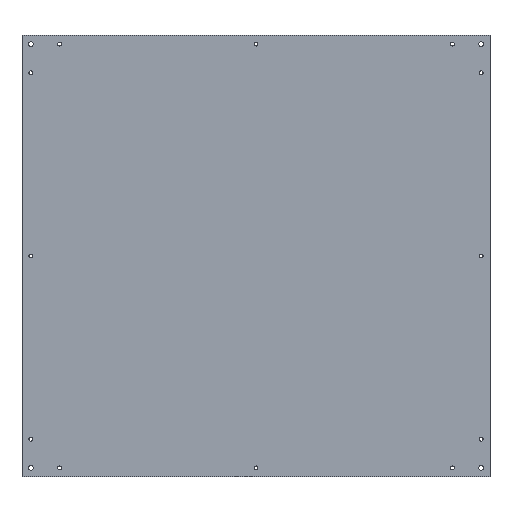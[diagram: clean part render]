
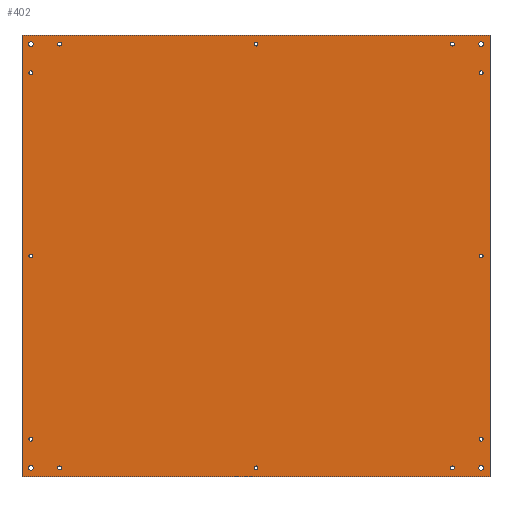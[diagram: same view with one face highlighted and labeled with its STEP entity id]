
A CAD part, top view. The second image highlights one B-rep face of the part: STEP entity #402.
In plain terms, the highlighted planar face has unit normal (0, 0, 1).
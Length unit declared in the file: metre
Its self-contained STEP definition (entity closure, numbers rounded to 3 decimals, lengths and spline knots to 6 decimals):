
#28=LINE('',#647,#40);
#29=LINE('',#650,#41);
#30=LINE('',#652,#42);
#31=LINE('',#654,#43);
#40=VECTOR('',#527,1.);
#41=VECTOR('',#528,1.);
#42=VECTOR('',#529,1.);
#43=VECTOR('',#530,1.);
#52=ORIENTED_EDGE('',*,*,#140,.T.);
#53=ORIENTED_EDGE('',*,*,#141,.T.);
#54=ORIENTED_EDGE('',*,*,#142,.T.);
#55=ORIENTED_EDGE('',*,*,#143,.T.);
#56=ORIENTED_EDGE('',*,*,#144,.T.);
#57=ORIENTED_EDGE('',*,*,#145,.T.);
#58=ORIENTED_EDGE('',*,*,#146,.T.);
#59=ORIENTED_EDGE('',*,*,#147,.T.);
#60=ORIENTED_EDGE('',*,*,#148,.T.);
#61=ORIENTED_EDGE('',*,*,#149,.T.);
#62=ORIENTED_EDGE('',*,*,#150,.T.);
#63=ORIENTED_EDGE('',*,*,#151,.T.);
#64=ORIENTED_EDGE('',*,*,#152,.T.);
#65=ORIENTED_EDGE('',*,*,#153,.T.);
#66=ORIENTED_EDGE('',*,*,#154,.T.);
#67=ORIENTED_EDGE('',*,*,#155,.T.);
#68=ORIENTED_EDGE('',*,*,#156,.F.);
#69=ORIENTED_EDGE('',*,*,#157,.T.);
#70=ORIENTED_EDGE('',*,*,#158,.T.);
#71=ORIENTED_EDGE('',*,*,#159,.F.);
#140=EDGE_CURVE('',#184,#184,#224,.T.);
#141=EDGE_CURVE('',#185,#185,#225,.T.);
#142=EDGE_CURVE('',#186,#186,#226,.T.);
#143=EDGE_CURVE('',#187,#187,#227,.T.);
#144=EDGE_CURVE('',#188,#188,#228,.T.);
#145=EDGE_CURVE('',#189,#189,#229,.T.);
#146=EDGE_CURVE('',#190,#190,#230,.T.);
#147=EDGE_CURVE('',#191,#191,#231,.T.);
#148=EDGE_CURVE('',#192,#192,#232,.T.);
#149=EDGE_CURVE('',#193,#193,#233,.T.);
#150=EDGE_CURVE('',#194,#194,#234,.T.);
#151=EDGE_CURVE('',#195,#195,#235,.T.);
#152=EDGE_CURVE('',#196,#196,#236,.T.);
#153=EDGE_CURVE('',#197,#197,#237,.T.);
#154=EDGE_CURVE('',#198,#198,#238,.T.);
#155=EDGE_CURVE('',#199,#199,#239,.T.);
#156=EDGE_CURVE('',#200,#201,#28,.T.);
#157=EDGE_CURVE('',#200,#202,#29,.T.);
#158=EDGE_CURVE('',#202,#203,#30,.T.);
#159=EDGE_CURVE('',#201,#203,#31,.T.);
#184=VERTEX_POINT('',#616);
#185=VERTEX_POINT('',#618);
#186=VERTEX_POINT('',#620);
#187=VERTEX_POINT('',#622);
#188=VERTEX_POINT('',#624);
#189=VERTEX_POINT('',#626);
#190=VERTEX_POINT('',#628);
#191=VERTEX_POINT('',#630);
#192=VERTEX_POINT('',#632);
#193=VERTEX_POINT('',#634);
#194=VERTEX_POINT('',#636);
#195=VERTEX_POINT('',#638);
#196=VERTEX_POINT('',#640);
#197=VERTEX_POINT('',#642);
#198=VERTEX_POINT('',#644);
#199=VERTEX_POINT('',#646);
#200=VERTEX_POINT('',#648);
#201=VERTEX_POINT('',#649);
#202=VERTEX_POINT('',#651);
#203=VERTEX_POINT('',#653);
#224=CIRCLE('',#438,0.0022);
#225=CIRCLE('',#439,0.0022);
#226=CIRCLE('',#440,0.0022);
#227=CIRCLE('',#441,0.0022);
#228=CIRCLE('',#442,0.0022);
#229=CIRCLE('',#443,0.0022);
#230=CIRCLE('',#444,0.0022);
#231=CIRCLE('',#445,0.0022);
#232=CIRCLE('',#446,0.0022);
#233=CIRCLE('',#447,0.0022);
#234=CIRCLE('',#448,0.0027);
#235=CIRCLE('',#449,0.0022);
#236=CIRCLE('',#450,0.0027);
#237=CIRCLE('',#451,0.0027);
#238=CIRCLE('',#452,0.0022);
#239=CIRCLE('',#453,0.0027);
#256=EDGE_LOOP('',(#52));
#257=EDGE_LOOP('',(#53));
#258=EDGE_LOOP('',(#54));
#259=EDGE_LOOP('',(#55));
#260=EDGE_LOOP('',(#56));
#261=EDGE_LOOP('',(#57));
#262=EDGE_LOOP('',(#58));
#263=EDGE_LOOP('',(#59));
#264=EDGE_LOOP('',(#60));
#265=EDGE_LOOP('',(#61));
#266=EDGE_LOOP('',(#62));
#267=EDGE_LOOP('',(#63));
#268=EDGE_LOOP('',(#64));
#269=EDGE_LOOP('',(#65));
#270=EDGE_LOOP('',(#66));
#271=EDGE_LOOP('',(#67));
#272=EDGE_LOOP('',(#68,#69,#70,#71));
#326=FACE_BOUND('',#256,.T.);
#327=FACE_BOUND('',#257,.T.);
#328=FACE_BOUND('',#258,.T.);
#329=FACE_BOUND('',#259,.T.);
#330=FACE_BOUND('',#260,.T.);
#331=FACE_BOUND('',#261,.T.);
#332=FACE_BOUND('',#262,.T.);
#333=FACE_BOUND('',#263,.T.);
#334=FACE_BOUND('',#264,.T.);
#335=FACE_BOUND('',#265,.T.);
#336=FACE_BOUND('',#266,.T.);
#337=FACE_BOUND('',#267,.T.);
#338=FACE_BOUND('',#268,.T.);
#339=FACE_BOUND('',#269,.T.);
#340=FACE_BOUND('',#270,.T.);
#341=FACE_BOUND('',#271,.T.);
#342=FACE_BOUND('',#272,.T.);
#396=PLANE('',#437);
#402=ADVANCED_FACE('',(#326,#327,#328,#329,#330,#331,#332,#333,#334,#335,
#336,#337,#338,#339,#340,#341,#342),#396,.F.);
#437=AXIS2_PLACEMENT_3D('',#614,#493,#494);
#438=AXIS2_PLACEMENT_3D('',#615,#495,#496);
#439=AXIS2_PLACEMENT_3D('',#617,#497,#498);
#440=AXIS2_PLACEMENT_3D('',#619,#499,#500);
#441=AXIS2_PLACEMENT_3D('',#621,#501,#502);
#442=AXIS2_PLACEMENT_3D('',#623,#503,#504);
#443=AXIS2_PLACEMENT_3D('',#625,#505,#506);
#444=AXIS2_PLACEMENT_3D('',#627,#507,#508);
#445=AXIS2_PLACEMENT_3D('',#629,#509,#510);
#446=AXIS2_PLACEMENT_3D('',#631,#511,#512);
#447=AXIS2_PLACEMENT_3D('',#633,#513,#514);
#448=AXIS2_PLACEMENT_3D('',#635,#515,#516);
#449=AXIS2_PLACEMENT_3D('',#637,#517,#518);
#450=AXIS2_PLACEMENT_3D('',#639,#519,#520);
#451=AXIS2_PLACEMENT_3D('',#641,#521,#522);
#452=AXIS2_PLACEMENT_3D('',#643,#523,#524);
#453=AXIS2_PLACEMENT_3D('',#645,#525,#526);
#493=DIRECTION('',(0.,0.,-1.));
#494=DIRECTION('',(1.,0.,0.));
#495=DIRECTION('',(0.,0.,-1.));
#496=DIRECTION('',(1.,0.,0.));
#497=DIRECTION('',(0.,0.,-1.));
#498=DIRECTION('',(1.,0.,0.));
#499=DIRECTION('',(0.,0.,-1.));
#500=DIRECTION('',(1.,0.,0.));
#501=DIRECTION('',(0.,0.,-1.));
#502=DIRECTION('',(1.,0.,0.));
#503=DIRECTION('',(0.,0.,-1.));
#504=DIRECTION('',(1.,0.,0.));
#505=DIRECTION('',(0.,0.,-1.));
#506=DIRECTION('',(1.,0.,0.));
#507=DIRECTION('',(0.,0.,-1.));
#508=DIRECTION('',(1.,0.,0.));
#509=DIRECTION('',(0.,0.,-1.));
#510=DIRECTION('',(1.,0.,0.));
#511=DIRECTION('',(0.,0.,-1.));
#512=DIRECTION('',(1.,0.,0.));
#513=DIRECTION('',(0.,0.,-1.));
#514=DIRECTION('',(1.,0.,0.));
#515=DIRECTION('',(0.,0.,-1.));
#516=DIRECTION('',(1.,0.,0.));
#517=DIRECTION('',(0.,0.,-1.));
#518=DIRECTION('',(1.,0.,0.));
#519=DIRECTION('',(0.,0.,-1.));
#520=DIRECTION('',(1.,0.,0.));
#521=DIRECTION('',(0.,0.,-1.));
#522=DIRECTION('',(1.,0.,0.));
#523=DIRECTION('',(0.,0.,-1.));
#524=DIRECTION('',(1.,0.,0.));
#525=DIRECTION('',(0.,0.,-1.));
#526=DIRECTION('',(1.,0.,0.));
#527=DIRECTION('',(0.,1.,0.));
#528=DIRECTION('',(1.,0.,0.));
#529=DIRECTION('',(0.,1.,0.));
#530=DIRECTION('',(1.,0.,0.));
#614=CARTESIAN_POINT('',(0.,0.055,-0.515));
#615=CARTESIAN_POINT('',(-0.22244,-0.185,-0.515));
#616=CARTESIAN_POINT('',(-0.22024,-0.185,-0.515));
#617=CARTESIAN_POINT('',(-0.255,0.2625,-0.515));
#618=CARTESIAN_POINT('',(-0.2528,0.2625,-0.515));
#619=CARTESIAN_POINT('',(0.255,0.055,-0.515));
#620=CARTESIAN_POINT('',(0.2572,0.055,-0.515));
#621=CARTESIAN_POINT('',(0.,0.295,-0.515));
#622=CARTESIAN_POINT('',(0.0022,0.295,-0.515));
#623=CARTESIAN_POINT('',(-0.255,-0.1525,-0.515));
#624=CARTESIAN_POINT('',(-0.2528,-0.1525,-0.515));
#625=CARTESIAN_POINT('',(-0.22244,0.295,-0.515));
#626=CARTESIAN_POINT('',(-0.22024,0.295,-0.515));
#627=CARTESIAN_POINT('',(0.255,0.2625,-0.515));
#628=CARTESIAN_POINT('',(0.2572,0.2625,-0.515));
#629=CARTESIAN_POINT('',(0.22244,0.295,-0.515));
#630=CARTESIAN_POINT('',(0.22464,0.295,-0.515));
#631=CARTESIAN_POINT('',(-0.255,0.055,-0.515));
#632=CARTESIAN_POINT('',(-0.2528,0.055,-0.515));
#633=CARTESIAN_POINT('',(0.,-0.185,-0.515));
#634=CARTESIAN_POINT('',(0.0022,-0.185,-0.515));
#635=CARTESIAN_POINT('',(0.255,0.295,-0.515));
#636=CARTESIAN_POINT('',(0.2577,0.295,-0.515));
#637=CARTESIAN_POINT('',(0.255,-0.1525,-0.515));
#638=CARTESIAN_POINT('',(0.2572,-0.1525,-0.515));
#639=CARTESIAN_POINT('',(0.255,-0.185,-0.515));
#640=CARTESIAN_POINT('',(0.2577,-0.185,-0.515));
#641=CARTESIAN_POINT('',(-0.255,0.295,-0.515));
#642=CARTESIAN_POINT('',(-0.2523,0.295,-0.515));
#643=CARTESIAN_POINT('',(0.22244,-0.185,-0.515));
#644=CARTESIAN_POINT('',(0.22464,-0.185,-0.515));
#645=CARTESIAN_POINT('',(-0.255,-0.185,-0.515));
#646=CARTESIAN_POINT('',(-0.2523,-0.185,-0.515));
#647=CARTESIAN_POINT('',(-0.265,-0.195,-0.515));
#648=CARTESIAN_POINT('',(-0.265,-0.195,-0.515));
#649=CARTESIAN_POINT('',(-0.265,0.305,-0.515));
#650=CARTESIAN_POINT('',(-0.265,-0.195,-0.515));
#651=CARTESIAN_POINT('',(0.265,-0.195,-0.515));
#652=CARTESIAN_POINT('',(0.265,0.3035,-0.515));
#653=CARTESIAN_POINT('',(0.265,0.305,-0.515));
#654=CARTESIAN_POINT('',(-0.265,0.305,-0.515));
